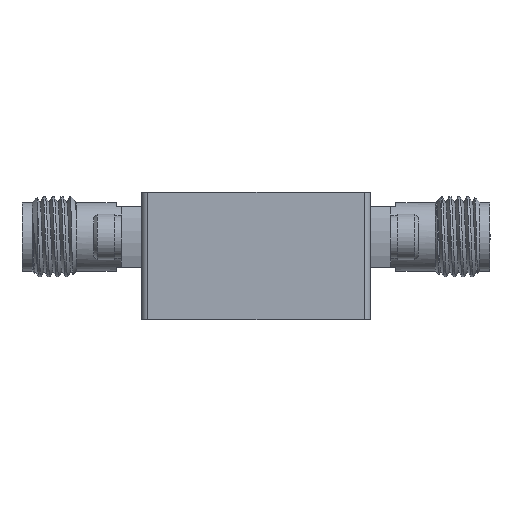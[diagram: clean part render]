
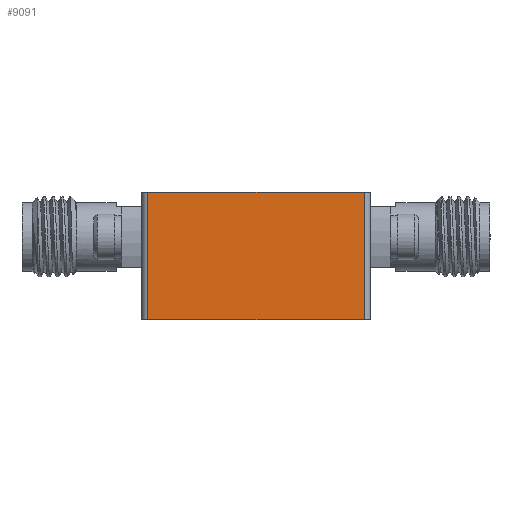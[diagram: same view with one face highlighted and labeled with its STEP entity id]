
A CAD part, front view. The second image highlights one B-rep face of the part: STEP entity #9091.
In plain terms, the highlighted planar face has unit normal (0, -1, 0).
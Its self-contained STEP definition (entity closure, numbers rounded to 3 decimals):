
#17 = VERTEX_POINT ( 'NONE', #9792 ) ;
#1037 = FACE_OUTER_BOUND ( 'NONE', #10671, .T. ) ;
#1500 = EDGE_CURVE ( 'NONE', #17, #7366, #1953, .T. ) ;
#1936 = LINE ( 'NONE', #5587, #3029 ) ;
#1950 = ORIENTED_EDGE ( 'NONE', *, *, #4243, .F. ) ;
#1953 = LINE ( 'NONE', #10466, #3763 ) ;
#3029 = VECTOR ( 'NONE', #6582, 1000. ) ;
#3158 = EDGE_CURVE ( 'NONE', #17, #8354, #1936, .T. ) ;
#3223 = DIRECTION ( 'NONE',  ( 0., -1., 0. ) ) ;
#3721 = VERTEX_POINT ( 'NONE', #14087 ) ;
#3763 = VECTOR ( 'NONE', #7055, 1000. ) ;
#4243 = EDGE_CURVE ( 'NONE', #7366, #3721, #14572, .T. ) ;
#4519 = VECTOR ( 'NONE', #10770, 1000. ) ;
#5587 = CARTESIAN_POINT ( 'NONE',  ( 17.878, -0.98, 10.305 ) ) ;
#6582 = DIRECTION ( 'NONE',  ( 1., 0., 0. ) ) ;
#7055 = DIRECTION ( 'NONE',  ( 0., 0., 1. ) ) ;
#7290 = AXIS2_PLACEMENT_3D ( 'NONE', #11515, #3223, #8103 ) ;
#7335 = DIRECTION ( 'NONE',  ( 0., 0., 1. ) ) ;
#7366 = VERTEX_POINT ( 'NONE', #12352 ) ;
#8103 = DIRECTION ( 'NONE',  ( 0., 0., -1. ) ) ;
#8335 = ORIENTED_EDGE ( 'NONE', *, *, #12814, .T. ) ;
#8354 = VERTEX_POINT ( 'NONE', #8583 ) ;
#8583 = CARTESIAN_POINT ( 'NONE',  ( 17.878, -0.98, 10.305 ) ) ;
#9091 = ADVANCED_FACE ( 'NONE', ( #1037 ), #11372, .T. ) ;
#9792 = CARTESIAN_POINT ( 'NONE',  ( 0.878, -0.98, 10.305 ) ) ;
#10466 = CARTESIAN_POINT ( 'NONE',  ( 0.878, -0.98, 10.305 ) ) ;
#10671 = EDGE_LOOP ( 'NONE', ( #1950, #13236, #12573, #8335 ) ) ;
#10770 = DIRECTION ( 'NONE',  ( 1., 0., 0. ) ) ;
#11372 = PLANE ( 'NONE',  #7290 ) ;
#11515 = CARTESIAN_POINT ( 'NONE',  ( 17.878, -0.98, 10.305 ) ) ;
#11733 = LINE ( 'NONE', #11808, #13318 ) ;
#11808 = CARTESIAN_POINT ( 'NONE',  ( 17.878, -0.98, 10.305 ) ) ;
#12352 = CARTESIAN_POINT ( 'NONE',  ( 0.878, -0.98, 20.305 ) ) ;
#12573 = ORIENTED_EDGE ( 'NONE', *, *, #3158, .T. ) ;
#12814 = EDGE_CURVE ( 'NONE', #8354, #3721, #11733, .T. ) ;
#13236 = ORIENTED_EDGE ( 'NONE', *, *, #1500, .F. ) ;
#13318 = VECTOR ( 'NONE', #7335, 1000. ) ;
#13421 = CARTESIAN_POINT ( 'NONE',  ( 17.878, -0.98, 20.305 ) ) ;
#14087 = CARTESIAN_POINT ( 'NONE',  ( 17.878, -0.98, 20.305 ) ) ;
#14572 = LINE ( 'NONE', #13421, #4519 ) ;
